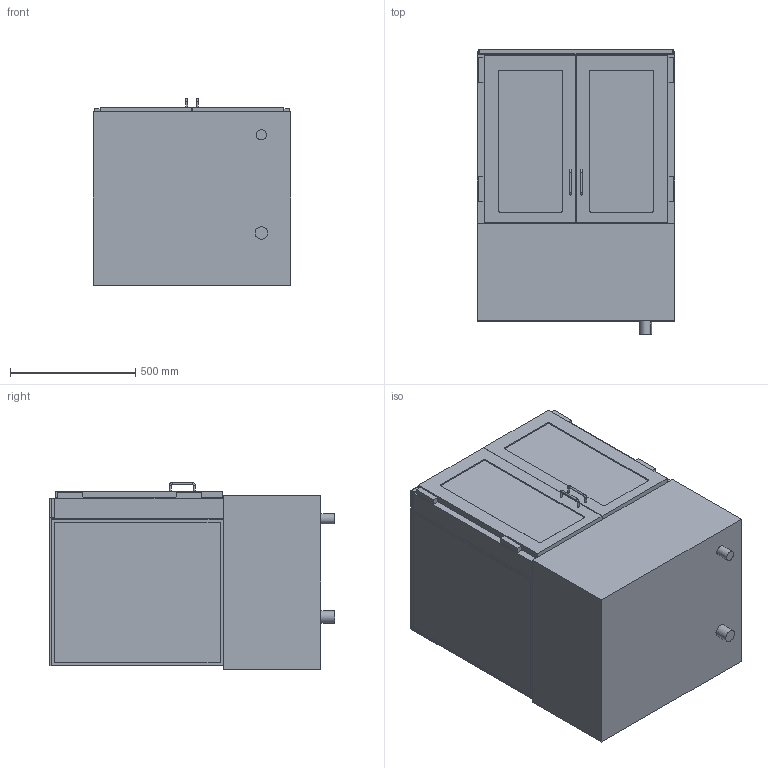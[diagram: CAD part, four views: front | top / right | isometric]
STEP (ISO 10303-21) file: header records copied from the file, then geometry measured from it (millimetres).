
FILE_DESCRIPTION(/* description */ ('Einbaukühlvitrine: zentralgekühlt'),/* implementation_level */ '2;1');
FILE_NAME(/* name */ '3D-AKE-00007157.stp',/* time_stamp */ '2025-01-29T14:53:28+01:00',/* author */ ('marina.schachner'),/* organization */ (''),/* preprocessor_version */ 'ST-DEVELOPER v20',/* originating_system */ 'Autodesk Inventor 2024',/* authorisation */ '');
FILE_SCHEMA (('AUTOMOTIVE_DESIGN { 1 0 10303 214 3 1 1 }'));
Length unit declared in the file: millimetre
Products named in the file (1): 3D-AKE-00007157
Bounding box: 790 x 1140 x 747 mm (x, y, z)
Volume: 167646791.1 mm3; surface area: 15121689.1 mm2
Topology: 51 solids, 51 shells, 534 faces, 1244 edges, 824 vertices
Faces by surface type: plane 456, cylinder 74, torus 4
Full cylindrical faces by diameter (mm): 8 x6, 40 x1, 50 x1
Entity records: 15022 total; most frequent: CARTESIAN_POINT 2603, ORIENTED_EDGE 2488, DIRECTION 2458, EDGE_CURVE 1244, LINE 1100, VECTOR 1100, VERTEX_POINT 824, AXIS2_PLACEMENT_3D 679
